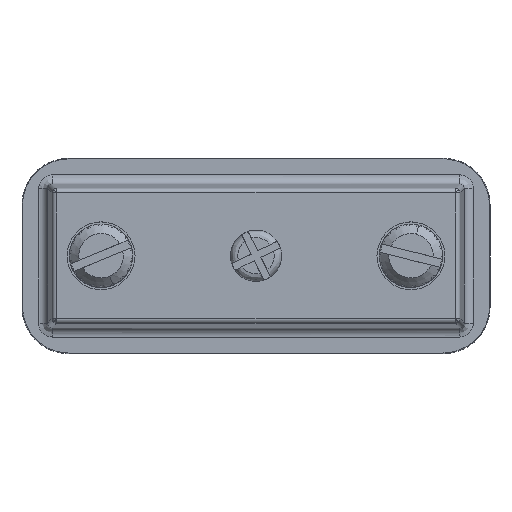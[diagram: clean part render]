
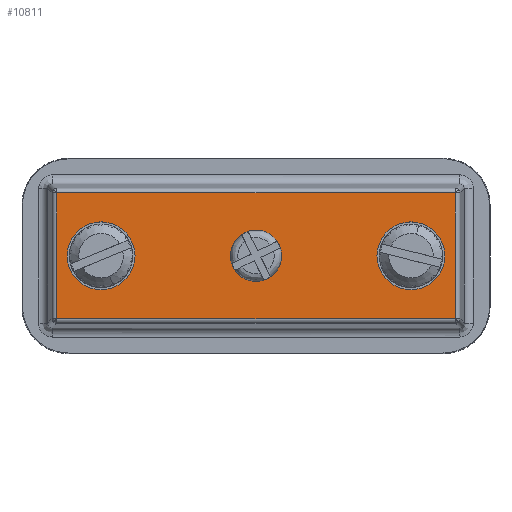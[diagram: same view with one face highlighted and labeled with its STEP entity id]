
A CAD part, top view. The second image highlights one B-rep face of the part: STEP entity #10811.
In plain terms, the highlighted planar face has unit normal (0, 0, 1).
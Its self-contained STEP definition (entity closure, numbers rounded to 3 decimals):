
#652 = CIRCLE ( 'NONE', #28468, 3.65 ) ;
#1229 = EDGE_CURVE ( 'NONE', #14052, #41378, #29646, .T. ) ;
#1433 = FACE_OUTER_BOUND ( 'NONE', #34817, .T. ) ;
#1806 = VERTEX_POINT ( 'NONE', #16471 ) ;
#2247 = CARTESIAN_POINT ( 'NONE',  ( 0., -1.758, 7.5 ) ) ;
#3800 = EDGE_CURVE ( 'NONE', #13141, #1806, #25243, .T. ) ;
#3959 = DIRECTION ( 'NONE',  ( 0., 1., 0. ) ) ;
#4054 = CARTESIAN_POINT ( 'NONE',  ( 2.377, 41.108, 7.5 ) ) ;
#4109 = ORIENTED_EDGE ( 'NONE', *, *, #3800, .T. ) ;
#5053 = DIRECTION ( 'NONE',  ( 0., 0., 1. ) ) ;
#5141 = DIRECTION ( 'NONE',  ( 0., 0., -1. ) ) ;
#5215 = VECTOR ( 'NONE', #11216, 1000. ) ;
#5486 = ORIENTED_EDGE ( 'NONE', *, *, #27221, .T. ) ;
#5530 = FACE_BOUND ( 'NONE', #19016, .T. ) ;
#5578 = DIRECTION ( 'NONE',  ( 1., 0., 0. ) ) ;
#7156 = DIRECTION ( 'NONE',  ( 0., 0., -1. ) ) ;
#7601 = CARTESIAN_POINT ( 'NONE',  ( 0., 41.108, 7.5 ) ) ;
#7919 = CIRCLE ( 'NONE', #26455, 3.65 ) ;
#8389 = DIRECTION ( 'NONE',  ( 0., 0., -1. ) ) ;
#8912 = FACE_BOUND ( 'NONE', #45670, .T. ) ;
#9091 = CARTESIAN_POINT ( 'NONE',  ( 2.377, 0., 7.5 ) ) ;
#9313 = CIRCLE ( 'NONE', #44813, 2.5 ) ;
#10368 = CARTESIAN_POINT ( 'NONE',  ( 9.15, 19.675, 7.5 ) ) ;
#10811 = ADVANCED_FACE ( 'NONE', ( #23915, #8912, #5530, #1433 ), #16891, .T. ) ;
#11216 = DIRECTION ( 'NONE',  ( -1., 0., 0. ) ) ;
#12202 = CIRCLE ( 'NONE', #16083, 3.65 ) ;
#12463 = CARTESIAN_POINT ( 'NONE',  ( 11.65, 19.675, 7.5 ) ) ;
#12701 = ORIENTED_EDGE ( 'NONE', *, *, #18912, .T. ) ;
#12715 = CARTESIAN_POINT ( 'NONE',  ( 9.15, 3.015, 7.5 ) ) ;
#12729 = CARTESIAN_POINT ( 'NONE',  ( 15.923, -1.758, 7.5 ) ) ;
#13029 = ORIENTED_EDGE ( 'NONE', *, *, #34572, .T. ) ;
#13141 = VERTEX_POINT ( 'NONE', #12729 ) ;
#13191 = DIRECTION ( 'NONE',  ( 0., -1., 0. ) ) ;
#14052 = VERTEX_POINT ( 'NONE', #35503 ) ;
#14506 = VERTEX_POINT ( 'NONE', #15076 ) ;
#14598 = EDGE_CURVE ( 'NONE', #14506, #33892, #7919, .T. ) ;
#15076 = CARTESIAN_POINT ( 'NONE',  ( 12.8, 36.335, 7.5 ) ) ;
#15161 = VERTEX_POINT ( 'NONE', #18411 ) ;
#15885 = ORIENTED_EDGE ( 'NONE', *, *, #1229, .T. ) ;
#16083 = AXIS2_PLACEMENT_3D ( 'NONE', #31449, #38694, #5578 ) ;
#16471 = CARTESIAN_POINT ( 'NONE',  ( 15.923, 41.108, 7.5 ) ) ;
#16720 = LINE ( 'NONE', #2247, #44660 ) ;
#16891 = PLANE ( 'NONE',  #40304 ) ;
#17875 = CARTESIAN_POINT ( 'NONE',  ( 2.377, -1.758, 7.5 ) ) ;
#18322 = ORIENTED_EDGE ( 'NONE', *, *, #26382, .T. ) ;
#18411 = CARTESIAN_POINT ( 'NONE',  ( 6.65, 19.675, 7.5 ) ) ;
#18912 = EDGE_CURVE ( 'NONE', #44697, #15161, #33085, .T. ) ;
#19012 = EDGE_CURVE ( 'NONE', #41378, #14052, #652, .T. ) ;
#19016 = EDGE_LOOP ( 'NONE', ( #34227, #18322 ) ) ;
#19343 = VERTEX_POINT ( 'NONE', #4054 ) ;
#19649 = DIRECTION ( 'NONE',  ( 1., 0., 0. ) ) ;
#19744 = DIRECTION ( 'NONE',  ( 1., 0., 0. ) ) ;
#20035 = DIRECTION ( 'NONE',  ( 1., 0., 0. ) ) ;
#20597 = DIRECTION ( 'NONE',  ( 1., 0., 0. ) ) ;
#21545 = ORIENTED_EDGE ( 'NONE', *, *, #22288, .T. ) ;
#21663 = DIRECTION ( 'NONE',  ( 1., 0., 0. ) ) ;
#22288 = EDGE_CURVE ( 'NONE', #32578, #13141, #16720, .T. ) ;
#23915 = FACE_BOUND ( 'NONE', #27182, .T. ) ;
#23920 = CARTESIAN_POINT ( 'NONE',  ( 9.15, 3.015, 7.5 ) ) ;
#25243 = LINE ( 'NONE', #40237, #38158 ) ;
#26382 = EDGE_CURVE ( 'NONE', #33892, #14506, #12202, .T. ) ;
#26455 = AXIS2_PLACEMENT_3D ( 'NONE', #26674, #5141, #19649 ) ;
#26595 = CARTESIAN_POINT ( 'NONE',  ( 9.15, 19.675, 7.5 ) ) ;
#26674 = CARTESIAN_POINT ( 'NONE',  ( 9.15, 36.335, 7.5 ) ) ;
#27050 = CARTESIAN_POINT ( 'NONE',  ( 0., 0., 7.5 ) ) ;
#27182 = EDGE_LOOP ( 'NONE', ( #12701, #27366 ) ) ;
#27221 = EDGE_CURVE ( 'NONE', #1806, #19343, #36401, .T. ) ;
#27366 = ORIENTED_EDGE ( 'NONE', *, *, #36020, .T. ) ;
#28468 = AXIS2_PLACEMENT_3D ( 'NONE', #12715, #8389, #19744 ) ;
#29646 = CIRCLE ( 'NONE', #41188, 3.65 ) ;
#30234 = DIRECTION ( 'NONE',  ( 0., 0., -1. ) ) ;
#31449 = CARTESIAN_POINT ( 'NONE',  ( 9.15, 36.335, 7.5 ) ) ;
#31835 = LINE ( 'NONE', #9091, #43085 ) ;
#32578 = VERTEX_POINT ( 'NONE', #17875 ) ;
#32820 = CARTESIAN_POINT ( 'NONE',  ( 5.5, 36.335, 7.5 ) ) ;
#33085 = CIRCLE ( 'NONE', #36964, 2.5 ) ;
#33328 = CARTESIAN_POINT ( 'NONE',  ( 5.5, 3.015, 7.5 ) ) ;
#33892 = VERTEX_POINT ( 'NONE', #32820 ) ;
#34227 = ORIENTED_EDGE ( 'NONE', *, *, #14598, .T. ) ;
#34572 = EDGE_CURVE ( 'NONE', #19343, #32578, #31835, .T. ) ;
#34817 = EDGE_LOOP ( 'NONE', ( #4109, #5486, #13029, #21545 ) ) ;
#35503 = CARTESIAN_POINT ( 'NONE',  ( 12.8, 3.015, 7.5 ) ) ;
#35538 = DIRECTION ( 'NONE',  ( 1., 0., 0. ) ) ;
#36020 = EDGE_CURVE ( 'NONE', #15161, #44697, #9313, .T. ) ;
#36401 = LINE ( 'NONE', #7601, #5215 ) ;
#36964 = AXIS2_PLACEMENT_3D ( 'NONE', #10368, #43487, #35538 ) ;
#38158 = VECTOR ( 'NONE', #3959, 1000. ) ;
#38694 = DIRECTION ( 'NONE',  ( 0., 0., -1. ) ) ;
#40237 = CARTESIAN_POINT ( 'NONE',  ( 15.923, 0., 7.5 ) ) ;
#40304 = AXIS2_PLACEMENT_3D ( 'NONE', #27050, #5053, #20035 ) ;
#41188 = AXIS2_PLACEMENT_3D ( 'NONE', #23920, #7156, #21663 ) ;
#41378 = VERTEX_POINT ( 'NONE', #33328 ) ;
#41809 = DIRECTION ( 'NONE',  ( 1., 0., 0. ) ) ;
#43085 = VECTOR ( 'NONE', #13191, 1000. ) ;
#43487 = DIRECTION ( 'NONE',  ( 0., 0., -1. ) ) ;
#44660 = VECTOR ( 'NONE', #20597, 1000. ) ;
#44697 = VERTEX_POINT ( 'NONE', #12463 ) ;
#44813 = AXIS2_PLACEMENT_3D ( 'NONE', #26595, #30234, #41809 ) ;
#44863 = ORIENTED_EDGE ( 'NONE', *, *, #19012, .T. ) ;
#45670 = EDGE_LOOP ( 'NONE', ( #15885, #44863 ) ) ;
